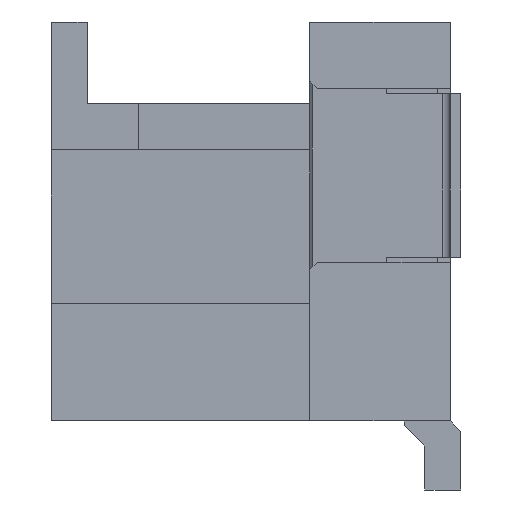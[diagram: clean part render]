
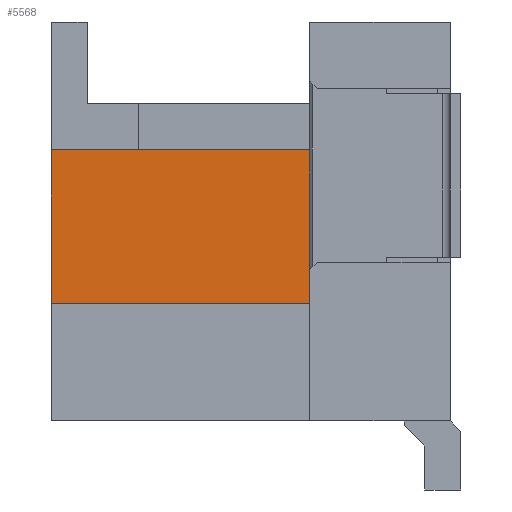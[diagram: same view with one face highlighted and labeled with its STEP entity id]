
A CAD part, left-side view. The second image highlights one B-rep face of the part: STEP entity #5568.
In plain terms, the highlighted planar face has unit normal (-1, 0, 0).
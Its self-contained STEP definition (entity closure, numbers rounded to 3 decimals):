
#189=DIRECTION('',(0.,0.,1.));
#190=VECTOR('',#189,3.);
#191=CARTESIAN_POINT('',(-8.85,4.9,-0.64));
#192=LINE('',#191,#190);
#261=DIRECTION('',(0.,-1.,0.));
#262=VECTOR('',#261,5.05);
#263=CARTESIAN_POINT('',(-8.85,4.9,-0.64));
#264=LINE('',#263,#262);
#265=DIRECTION('',(0.,1.,0.));
#266=VECTOR('',#265,5.05);
#267=CARTESIAN_POINT('',(-8.85,-0.15,2.36));
#268=LINE('',#267,#266);
#273=DIRECTION('',(0.,0.,-1.));
#274=VECTOR('',#273,0.05);
#275=CARTESIAN_POINT('',(-8.85,-0.15,-0.59));
#276=LINE('',#275,#274);
#305=DIRECTION('',(0.,0.,-1.));
#306=VECTOR('',#305,2.95);
#307=CARTESIAN_POINT('',(-8.85,-0.15,2.36));
#308=LINE('',#307,#306);
#4181=CARTESIAN_POINT('',(-8.85,4.9,-0.64));
#4182=VERTEX_POINT('',#4181);
#4183=CARTESIAN_POINT('',(-8.85,4.9,2.36));
#4184=VERTEX_POINT('',#4183);
#4711=CARTESIAN_POINT('',(-8.85,-0.15,2.36));
#4712=VERTEX_POINT('',#4711);
#4713=CARTESIAN_POINT('',(-8.85,-0.15,-0.59));
#4714=CARTESIAN_POINT('',(-8.85,-0.15,-0.64));
#4715=VERTEX_POINT('',#4713);
#4716=VERTEX_POINT('',#4714);
#5553=CARTESIAN_POINT('',(-8.85,0.35,4.86));
#5554=DIRECTION('',(-1.,0.,0.));
#5555=DIRECTION('',(0.,0.,-1.));
#5556=AXIS2_PLACEMENT_3D('',#5553,#5554,#5555);
#5557=PLANE('',#5556);
#5559=ORIENTED_EDGE('',*,*,#5558,.T.);
#5560=ORIENTED_EDGE('',*,*,#5545,.F.);
#5561=ORIENTED_EDGE('',*,*,#5467,.T.);
#5563=ORIENTED_EDGE('',*,*,#5562,.F.);
#5565=ORIENTED_EDGE('',*,*,#5564,.T.);
#5566=EDGE_LOOP('',(#5559,#5560,#5561,#5563,#5565));
#5567=FACE_OUTER_BOUND('',#5566,.F.);
#5568=ADVANCED_FACE('',(#5567),#5557,.T.);
#5467=EDGE_CURVE('',#4182,#4184,#192,.T.);
#5545=EDGE_CURVE('',#4182,#4716,#264,.T.);
#5558=EDGE_CURVE('',#4715,#4716,#276,.T.);
#5562=EDGE_CURVE('',#4712,#4184,#268,.T.);
#5564=EDGE_CURVE('',#4712,#4715,#308,.T.);
